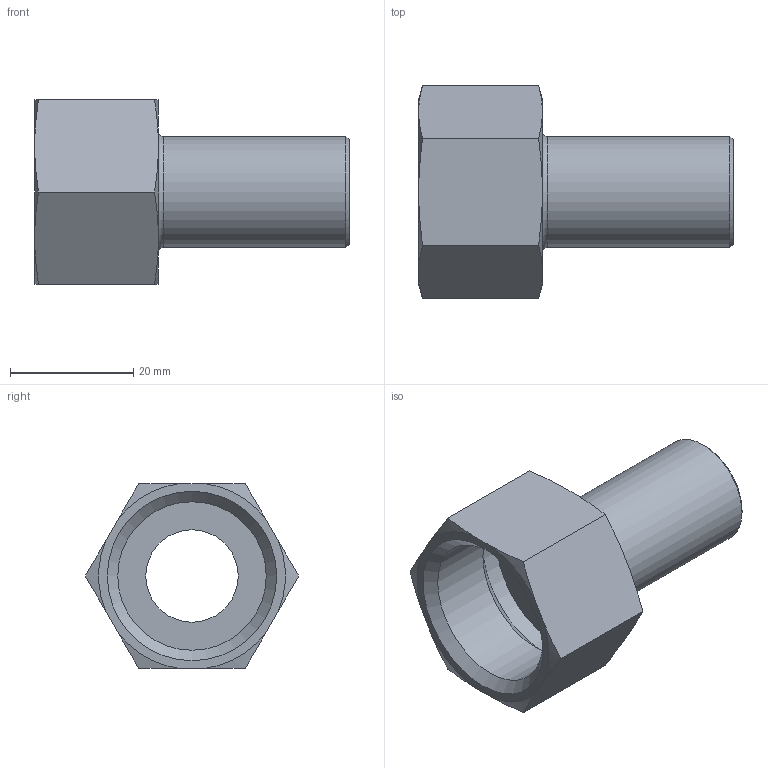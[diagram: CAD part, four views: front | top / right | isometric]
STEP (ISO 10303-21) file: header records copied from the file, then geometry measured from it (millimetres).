
FILE_DESCRIPTION(/* description */ ('Manicotto con Inserim. Filetto F 3/4"x18 REF 393'),/* implementation_level */ '2;1');
FILE_NAME(/* name */ '393304018_Steelpres.stp',/* time_stamp */ '2022-10-24T08:07:04+02:00',/* author */ ('Vault'),/* organization */ ('Raccorderie metalliche s.p.a. '),/* preprocessor_version */ 'ST-DEVELOPER v18.1',/* originating_system */ 'Autodesk Inventor 2020',/* authorisation */ 'Raccorderie metalliche s.p.a. ');
FILE_SCHEMA (('AUTOMOTIVE_DESIGN { 1 0 10303 214 3 1 1 }'));
Length unit declared in the file: millimetre
Products named in the file (1): 393304018_Steelpres
Bounding box: 51 x 34.64 x 30 mm (x, y, z)
Volume: 8935.4 mm3; surface area: 8046.6 mm2
Topology: 1 solids, 1 shells, 31 faces, 85 edges, 58 vertices
Faces by surface type: cone 16, plane 10, cylinder 4, torus 1
Full cylindrical faces by diameter (mm): 15 x1, 18 x1, 24.117 x1, 28 x1
Entity records: 1027 total; most frequent: CARTESIAN_POINT 223, ORIENTED_EDGE 170, DIRECTION 160, EDGE_CURVE 85, AXIS2_PLACEMENT_3D 67, VERTEX_POINT 58, EDGE_LOOP 35, CIRCLE 35
